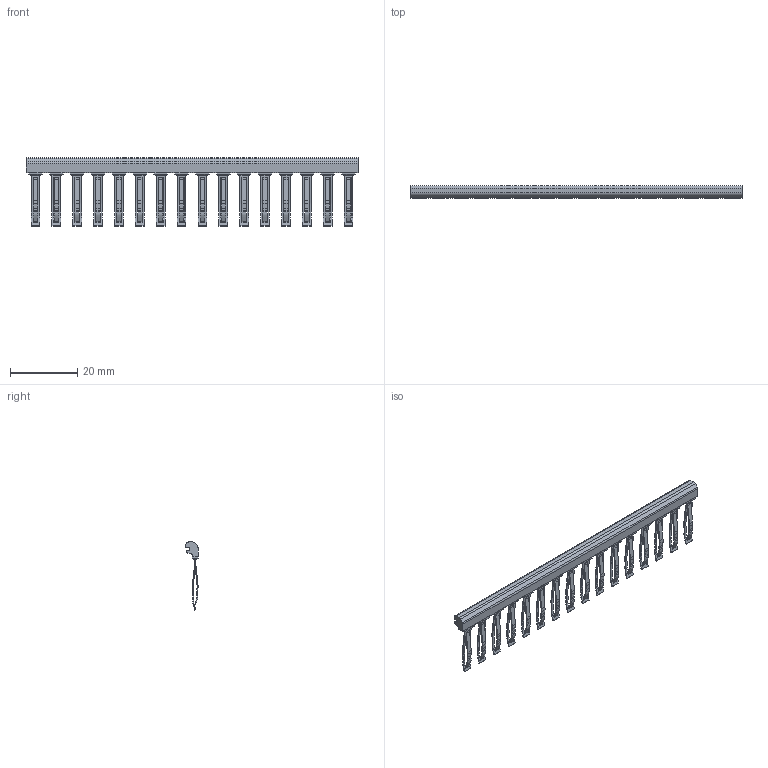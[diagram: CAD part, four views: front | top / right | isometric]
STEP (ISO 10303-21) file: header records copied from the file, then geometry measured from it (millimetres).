
FILE_DESCRIPTION(('STEP AP214'),'1');
FILE_NAME('cctmp_2A1AE931-0963-42FB-A454-B070F8730F90_2024_10_31_16_11_40_0242..stp','2024-10-31T15:11:41',('SIEMENS A&D'),('CADClick - www.CADClick.com'),'Spatial InterOp 3D postprocessed',' ','unknown authorization');
FILE_SCHEMA(('AUTOMOTIVE_DESIGN'));
Length unit declared in the file: millimetre
Products named in the file (1): 2024_10_31_16_11_40_0202
Bounding box: 98.6 x 3.61 x 20.21 mm (x, y, z)
Volume: 1415.4 mm3; surface area: 3315.4 mm2
Topology: 1 solids, 1 shells, 1224 faces, 3682 edges, 2412 vertices
Faces by surface type: plane 797, cylinder 427
Entity records: 45049 total; most frequent: ORIENTED_EDGE 7364, CARTESIAN_POINT 7319, DIRECTION 7050, EDGE_CURVE 3682, LINE 2764, VECTOR 2764, VERTEX_POINT 2412, AXIS2_PLACEMENT_3D 2143
